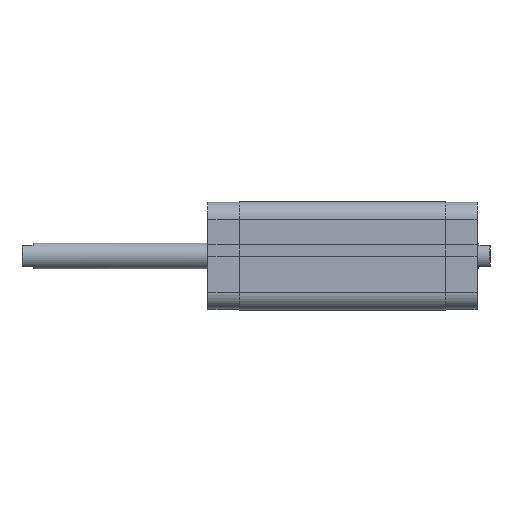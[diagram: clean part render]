
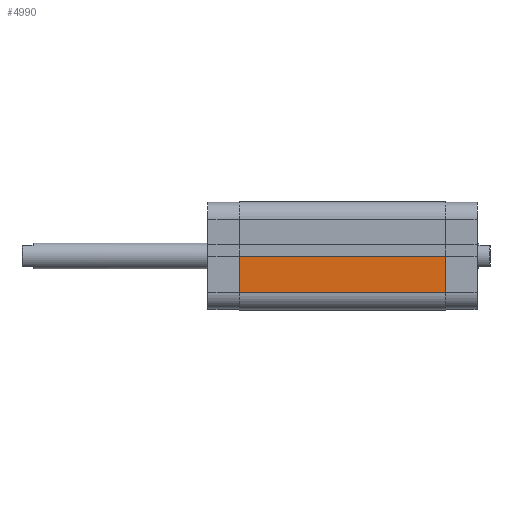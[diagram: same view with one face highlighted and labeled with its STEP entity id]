
A CAD part, top view. The second image highlights one B-rep face of the part: STEP entity #4990.
In plain terms, the highlighted face is planar.
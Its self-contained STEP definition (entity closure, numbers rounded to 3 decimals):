
#600 = FACE_OUTER_BOUND ( 'NONE', #6924, .T. ) ;
#1408 = CARTESIAN_POINT ( 'NONE',  ( 0.1, -25., 0. ) ) ;
#1417 = CARTESIAN_POINT ( 'NONE',  ( 17., -25., 95.5 ) ) ;
#2153 = CARTESIAN_POINT ( 'NONE',  ( 0.1, -25., 95.5 ) ) ;
#2155 = CARTESIAN_POINT ( 'NONE',  ( 17., -25., 0. ) ) ;
#2325 = CARTESIAN_POINT ( 'NONE',  ( 17., -25., 95.5 ) ) ;
#2326 = CARTESIAN_POINT ( 'NONE',  ( 0.1, -25., 95.5 ) ) ;
#2327 = DIRECTION ( 'NONE',  ( 0., 0., -1. ) ) ;
#2335 = DIRECTION ( 'NONE',  ( 0., 0., -1. ) ) ;
#2348 = CARTESIAN_POINT ( 'NONE',  ( 0., -25., 0. ) ) ;
#2349 = DIRECTION ( 'NONE',  ( 1., 0., 0. ) ) ;
#2614 = LINE ( 'NONE', #2326, #2615 ) ;
#2615 = VECTOR ( 'NONE', #2327, 1000. ) ;
#2618 = LINE ( 'NONE', #2325, #2620 ) ;
#2620 = VECTOR ( 'NONE', #2335, 1000. ) ;
#2633 = LINE ( 'NONE', #2348, #2634 ) ;
#2634 = VECTOR ( 'NONE', #2349, 1000. ) ;
#2663 = LINE ( 'NONE', #3331, #2676 ) ;
#2676 = VECTOR ( 'NONE', #3336, 1000. ) ;
#3087 = AXIS2_PLACEMENT_3D ( 'NONE', #4525, #4531, #4532 ) ;
#3331 = CARTESIAN_POINT ( 'NONE',  ( 0., -25., 95.5 ) ) ;
#3336 = DIRECTION ( 'NONE',  ( 1., 0., 0. ) ) ;
#4522 = PLANE ( 'NONE',  #3087 ) ;
#4525 = CARTESIAN_POINT ( 'NONE',  ( 0., -25., 95.5 ) ) ;
#4531 = DIRECTION ( 'NONE',  ( 0., 1., 0. ) ) ;
#4532 = DIRECTION ( 'NONE',  ( -1., 0., 0. ) ) ;
#4990 = ADVANCED_FACE ( 'NONE', ( #600 ), #4522, .F. ) ;
#6166 = VERTEX_POINT ( 'NONE', #1408 ) ;
#6175 = VERTEX_POINT ( 'NONE', #1417 ) ;
#6615 = VERTEX_POINT ( 'NONE', #2153 ) ;
#6618 = VERTEX_POINT ( 'NONE', #2155 ) ;
#6708 = EDGE_CURVE ( 'NONE', #6615, #6166, #2614, .T. ) ;
#6711 = EDGE_CURVE ( 'NONE', #6175, #6618, #2618, .T. ) ;
#6718 = EDGE_CURVE ( 'NONE', #6166, #6618, #2633, .T. ) ;
#6740 = EDGE_CURVE ( 'NONE', #6615, #6175, #2663, .T. ) ;
#6877 = ORIENTED_EDGE ( 'NONE', *, *, #6740, .F. ) ;
#6881 = ORIENTED_EDGE ( 'NONE', *, *, #6708, .T. ) ;
#6924 = EDGE_LOOP ( 'NONE', ( #7006, #7109, #6877, #6881 ) ) ;
#7006 = ORIENTED_EDGE ( 'NONE', *, *, #6718, .T. ) ;
#7109 = ORIENTED_EDGE ( 'NONE', *, *, #6711, .F. ) ;
